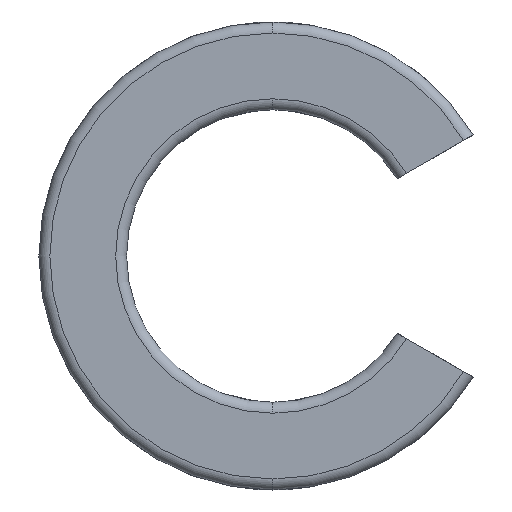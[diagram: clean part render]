
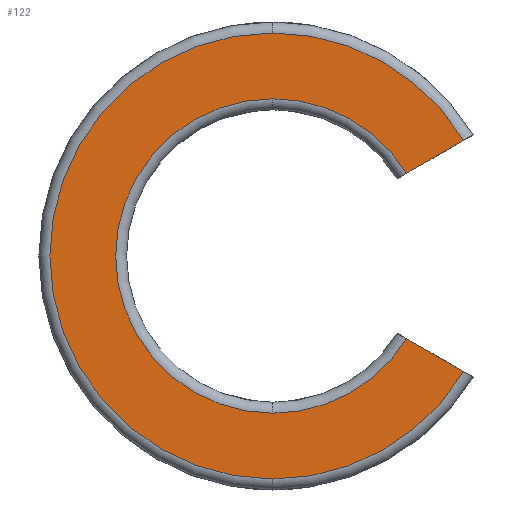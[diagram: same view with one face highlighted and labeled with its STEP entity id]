
A CAD part, left-side view. The second image highlights one B-rep face of the part: STEP entity #122.
In plain terms, the highlighted planar face has unit normal (-1, 0, 0).
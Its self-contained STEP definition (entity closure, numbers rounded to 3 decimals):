
#122 = ADVANCED_FACE( '', ( #222 ), #223, .T. );
#222 = FACE_OUTER_BOUND( '', #322, .T. );
#223 = PLANE( '', #323 );
#322 = EDGE_LOOP( '', ( #741, #742, #743, #744, #745, #746, #747, #748 ) );
#323 = AXIS2_PLACEMENT_3D( '', #749, #750, #751 );
#741 = ORIENTED_EDGE( '', *, *, #870, .T. );
#742 = ORIENTED_EDGE( '', *, *, #893, .T. );
#743 = ORIENTED_EDGE( '', *, *, #759, .T. );
#744 = ORIENTED_EDGE( '', *, *, #755, .T. );
#745 = ORIENTED_EDGE( '', *, *, #843, .T. );
#746 = ORIENTED_EDGE( '', *, *, #791, .F. );
#747 = ORIENTED_EDGE( '', *, *, #795, .F. );
#748 = ORIENTED_EDGE( '', *, *, #884, .F. );
#749 = CARTESIAN_POINT( '', ( 0., 16.25, 0. ) );
#750 = DIRECTION( '', ( -1., 0., 0. ) );
#751 = DIRECTION( '', ( 0., 1., 0. ) );
#755 = EDGE_CURVE( '', #894, #899, #901, .T. );
#759 = EDGE_CURVE( '', #903, #894, #908, .T. );
#791 = EDGE_CURVE( '', #967, #969, #970, .T. );
#795 = EDGE_CURVE( '', #974, #967, #976, .T. );
#843 = EDGE_CURVE( '', #899, #969, #1061, .T. );
#870 = EDGE_CURVE( '', #1106, #1104, #1107, .T. );
#884 = EDGE_CURVE( '', #1106, #974, #1122, .T. );
#893 = EDGE_CURVE( '', #1104, #903, #1131, .T. );
#894 = VERTEX_POINT( '', #1132 );
#899 = VERTEX_POINT( '', #1137 );
#901 = CIRCLE( '', #1156, 19.063 );
#903 = VERTEX_POINT( '', #1158 );
#908 = CIRCLE( '', #1163, 19.063 );
#967 = VERTEX_POINT( '', #1299 );
#969 = VERTEX_POINT( '', #1301 );
#970 = CIRCLE( '', #1302, 13.438 );
#974 = VERTEX_POINT( '', #1323 );
#976 = CIRCLE( '', #1325, 13.438 );
#1061 = LINE( '', #1634, #1635 );
#1104 = VERTEX_POINT( '', #1719 );
#1106 = VERTEX_POINT( '', #1738 );
#1107 = LINE( '', #1739, #1740 );
#1122 = CIRCLE( '', #1790, 13.438 );
#1131 = CIRCLE( '', #1799, 19.063 );
#1132 = CARTESIAN_POINT( '', ( 0., 0., -19.063 ) );
#1137 = CARTESIAN_POINT( '', ( 0., -16.301, -9.882 ) );
#1156 = AXIS2_PLACEMENT_3D( '', #1806, #1807, #1808 );
#1158 = CARTESIAN_POINT( '', ( 0., 0., 19.063 ) );
#1163 = AXIS2_PLACEMENT_3D( '', #1818, #1819, #1820 );
#1299 = CARTESIAN_POINT( '', ( 0., 0., -13.438 ) );
#1301 = CARTESIAN_POINT( '', ( 0., -11.428, -7.069 ) );
#1302 = AXIS2_PLACEMENT_3D( '', #1885, #1886, #1887 );
#1323 = CARTESIAN_POINT( '', ( 0., 0., 13.438 ) );
#1325 = AXIS2_PLACEMENT_3D( '', #1894, #1895, #1896 );
#1634 = CARTESIAN_POINT( '', ( 0., 6.604, 3.342 ) );
#1635 = VECTOR( '', #1971, 1. );
#1719 = CARTESIAN_POINT( '', ( 0., -16.301, 9.882 ) );
#1738 = CARTESIAN_POINT( '', ( 0., -11.428, 7.069 ) );
#1739 = CARTESIAN_POINT( '', ( 0., -2.577, 1.959 ) );
#1740 = VECTOR( '', #1996, 1. );
#1790 = AXIS2_PLACEMENT_3D( '', #2028, #2029, #2030 );
#1799 = AXIS2_PLACEMENT_3D( '', #2055, #2056, #2057 );
#1806 = CARTESIAN_POINT( '', ( 0., 0., 0. ) );
#1807 = DIRECTION( '', ( -1., 0., 0. ) );
#1808 = DIRECTION( '', ( 0., 1., 0. ) );
#1818 = CARTESIAN_POINT( '', ( 0., 0., 0. ) );
#1819 = DIRECTION( '', ( -1., 0., 0. ) );
#1820 = DIRECTION( '', ( 0., 1., 0. ) );
#1885 = CARTESIAN_POINT( '', ( 0., 0., 0. ) );
#1886 = DIRECTION( '', ( -1., 0., 0. ) );
#1887 = DIRECTION( '', ( 0., 1., 0. ) );
#1894 = CARTESIAN_POINT( '', ( 0., 0., 0. ) );
#1895 = DIRECTION( '', ( -1., 0., 0. ) );
#1896 = DIRECTION( '', ( 0., 1., 0. ) );
#1971 = DIRECTION( '', ( 0., 0.866, 0.5 ) );
#1996 = DIRECTION( '', ( 0., -0.866, 0.5 ) );
#2028 = CARTESIAN_POINT( '', ( 0., 0., 0. ) );
#2029 = DIRECTION( '', ( -1., 0., 0. ) );
#2030 = DIRECTION( '', ( 0., 1., 0. ) );
#2055 = CARTESIAN_POINT( '', ( 0., 0., 0. ) );
#2056 = DIRECTION( '', ( -1., 0., 0. ) );
#2057 = DIRECTION( '', ( 0., 1., 0. ) );
